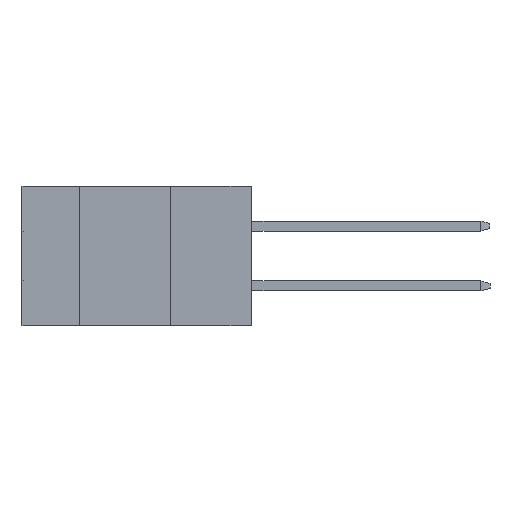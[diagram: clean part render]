
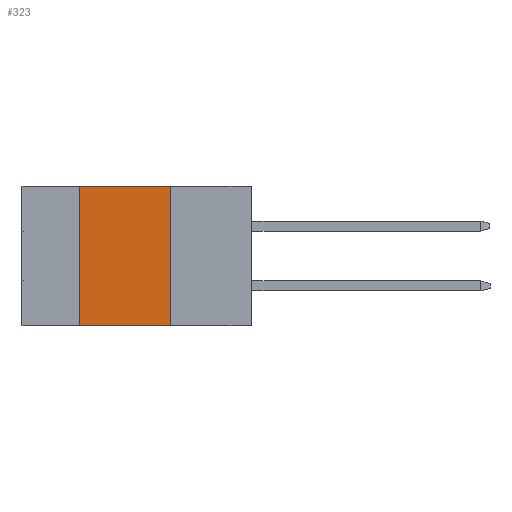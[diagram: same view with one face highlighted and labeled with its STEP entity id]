
A CAD part, left-side view. The second image highlights one B-rep face of the part: STEP entity #323.
In plain terms, the highlighted planar face has unit normal (-1, 0, 0).
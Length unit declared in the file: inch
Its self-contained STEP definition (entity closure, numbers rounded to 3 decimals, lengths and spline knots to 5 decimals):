
#323 = ADVANCED_FACE ( 'NONE', ( #438 ), #2061, .F. ) ;
#438 = FACE_OUTER_BOUND ( 'NONE', #18376, .T. ) ;
#550 = DIRECTION ( 'NONE',  ( 1., 0., 0. ) ) ;
#610 = DIRECTION ( 'NONE',  ( 0., -1., 0. ) ) ;
#721 = AXIS2_PLACEMENT_3D ( 'NONE', #5265, #550, #16159 ) ;
#1781 = VECTOR ( 'NONE', #17559, 39.37008 ) ;
#1877 = VERTEX_POINT ( 'NONE', #19118 ) ;
#2061 = PLANE ( 'NONE',  #721 ) ;
#2580 = ORIENTED_EDGE ( 'NONE', *, *, #12317, .F. ) ;
#2923 = DIRECTION ( 'NONE',  ( 0., 0., 1. ) ) ;
#3580 = CARTESIAN_POINT ( 'NONE',  ( 0., 0.254, -0.437 ) ) ;
#4287 = ORIENTED_EDGE ( 'NONE', *, *, #7197, .T. ) ;
#5265 = CARTESIAN_POINT ( 'NONE',  ( 0., 0.72, 0. ) ) ;
#5406 = LINE ( 'NONE', #3580, #1781 ) ;
#5895 = CARTESIAN_POINT ( 'NONE',  ( 0., 0.72, -0.437 ) ) ;
#6185 = VECTOR ( 'NONE', #12115, 39.37008 ) ;
#6680 = VERTEX_POINT ( 'NONE', #7535 ) ;
#7197 = EDGE_CURVE ( 'NONE', #22368, #6680, #21365, .T. ) ;
#7535 = CARTESIAN_POINT ( 'NONE',  ( 0., 0.254, -0.437 ) ) ;
#10621 = CARTESIAN_POINT ( 'NONE',  ( 0., 0.72, 0. ) ) ;
#10625 = EDGE_CURVE ( 'NONE', #13539, #6680, #5406, .T. ) ;
#11839 = CARTESIAN_POINT ( 'NONE',  ( 0., 0.54, -0.437 ) ) ;
#12115 = DIRECTION ( 'NONE',  ( 0., -1., 0. ) ) ;
#12317 = EDGE_CURVE ( 'NONE', #1877, #13539, #15558, .T. ) ;
#13539 = VERTEX_POINT ( 'NONE', #20132 ) ;
#15215 = VECTOR ( 'NONE', #610, 39.37008 ) ;
#15558 = LINE ( 'NONE', #10621, #6185 ) ;
#16159 = DIRECTION ( 'NONE',  ( 0., 0., -1. ) ) ;
#16302 = ORIENTED_EDGE ( 'NONE', *, *, #10625, .F. ) ;
#17559 = DIRECTION ( 'NONE',  ( 0., 0., -1. ) ) ;
#18158 = CARTESIAN_POINT ( 'NONE',  ( 0., 0.54, -0.437 ) ) ;
#18376 = EDGE_LOOP ( 'NONE', ( #16302, #2580, #22104, #4287 ) ) ;
#18502 = VECTOR ( 'NONE', #2923, 39.37008 ) ;
#19118 = CARTESIAN_POINT ( 'NONE',  ( 0., 0.54, 0. ) ) ;
#20132 = CARTESIAN_POINT ( 'NONE',  ( 0., 0.254, 0. ) ) ;
#20578 = LINE ( 'NONE', #11839, #18502 ) ;
#21365 = LINE ( 'NONE', #5895, #15215 ) ;
#22104 = ORIENTED_EDGE ( 'NONE', *, *, #22569, .F. ) ;
#22368 = VERTEX_POINT ( 'NONE', #18158 ) ;
#22569 = EDGE_CURVE ( 'NONE', #22368, #1877, #20578, .T. ) ;
